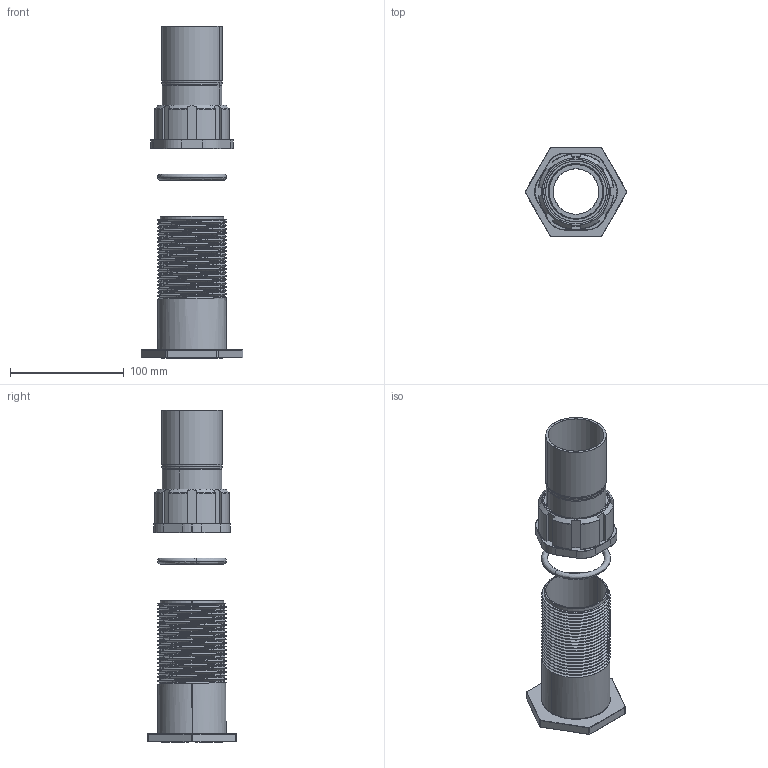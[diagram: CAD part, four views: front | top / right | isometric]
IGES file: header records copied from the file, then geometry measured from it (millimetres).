
Start section: SolidWorks IGES file using analytic representation for surfaces
Global section: file name: NUS-4x4.5LG.IGS; native system: SolidWorks 2020; preprocessor: SolidWorks 2020; author: office; date: 210520.093232; units: inch
Bounding box: 89.7 x 78.11 x 292.19 mm (x, y, z)
Surface area: 113402.8 mm2 (no closed solid volume)
Topology: 0 solids, 0 shells, 377 faces, 7788 edges, 7788 vertices
Faces by surface type: revolution 241, bspline 136
